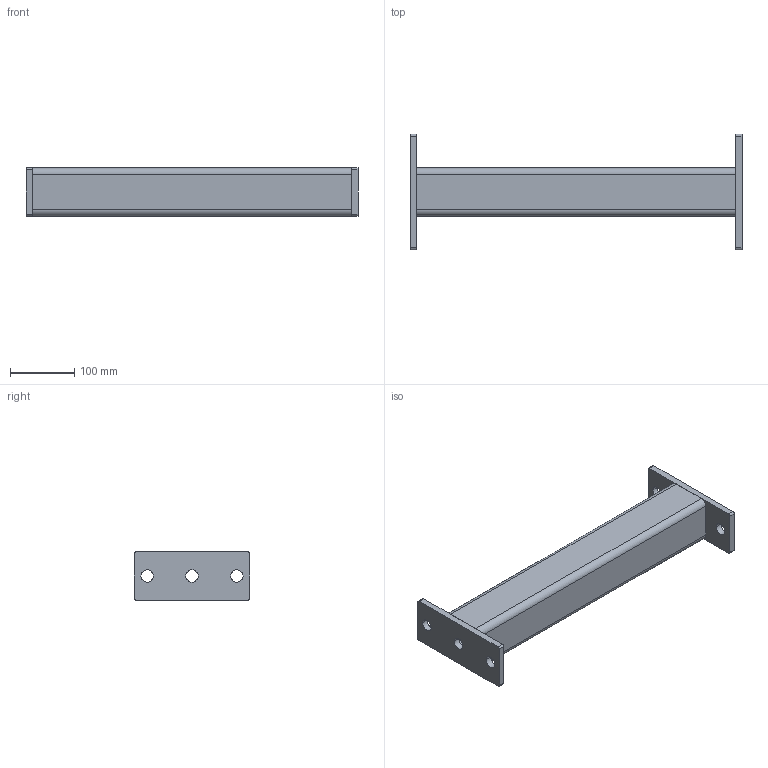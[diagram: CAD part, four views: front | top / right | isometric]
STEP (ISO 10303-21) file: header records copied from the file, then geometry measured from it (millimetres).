
FILE_DESCRIPTION (( 'STEP AP203' ), '1' );
FILE_NAME ('3982-61_REV_.step', '2026-01-19T05:57:44', ( '' ), ( '' ), 'SwSTEP 2.0', 'SolidWorks 2025', '' );
FILE_SCHEMA (( 'CONFIG_CONTROL_DESIGN' ));
Length unit declared in the file: millimetre
Products named in the file (3): 3982-61-10; 3982-61_REV_; 10-16
Assembly tree (3 placements, depth 2):
  3982-61_REV_
    3982-61-10
    10-16  x2
Bounding box: 517.5 x 180 x 75 mm (x, y, z)
Volume: 790660.6 mm3; surface area: 335351.4 mm2
Topology: 3 solids, 3 shells, 58 faces, 156 edges, 104 vertices
Faces by surface type: plane 30, cylinder 28
Entity records: 1555 total; most frequent: DIRECTION 226, CARTESIAN_POINT 214, ORIENTED_EDGE 204, EDGE_CURVE 102, AXIS2_PLACEMENT_3D 80, VERTEX_POINT 68, LINE 66, VECTOR 66
